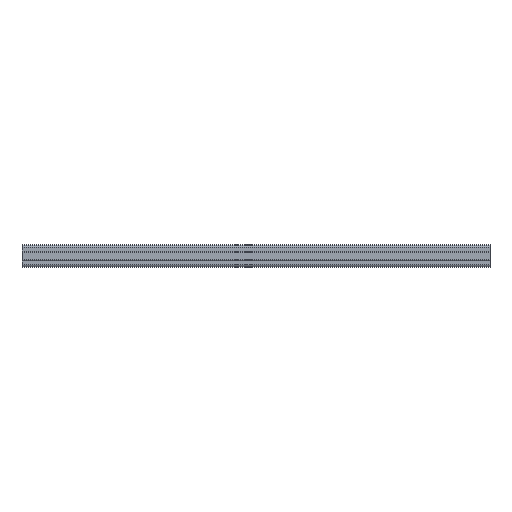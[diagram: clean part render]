
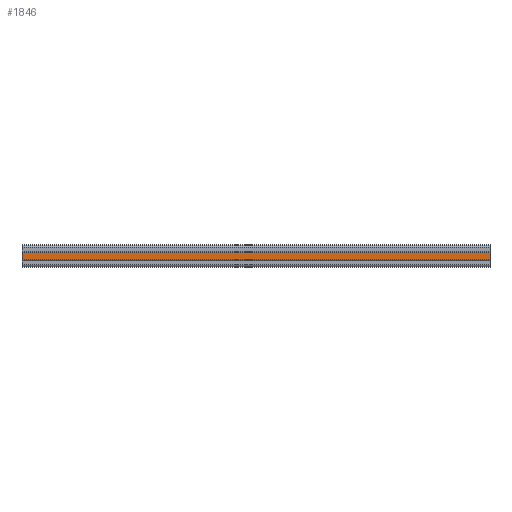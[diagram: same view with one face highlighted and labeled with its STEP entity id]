
A CAD part, top view. The second image highlights one B-rep face of the part: STEP entity #1846.
In plain terms, the highlighted planar face has unit normal (0, 0, 1).
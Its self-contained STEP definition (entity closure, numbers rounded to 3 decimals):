
#1690=AXIS2_PLACEMENT_3D('Plane Axis2P3D',#1687,#1688,#1689) ;
#402=CARTESIAN_POINT('Vertex',(0.,15.727,18.282)) ;
#405=CARTESIAN_POINT('Line Origine',(0.,23.777,18.282)) ;
#409=CARTESIAN_POINT('Vertex',(0.,31.827,18.282)) ;
#683=CARTESIAN_POINT('Vertex',(1000.,31.827,18.282)) ;
#686=CARTESIAN_POINT('Line Origine',(1000.,23.777,18.282)) ;
#690=CARTESIAN_POINT('Vertex',(1000.,15.727,18.282)) ;
#1687=CARTESIAN_POINT('Axis2P3D Location',(1000.,13.727,18.282)) ;
#1823=CARTESIAN_POINT('Line Origine',(1000.,15.727,18.282)) ;
#1835=CARTESIAN_POINT('Line Origine',(500.,31.827,18.282)) ;
#406=DIRECTION('Vector Direction',(0.,-1.,0.)) ;
#687=DIRECTION('Vector Direction',(0.,-1.,0.)) ;
#1688=DIRECTION('Axis2P3D Direction',(0.,0.,-1.)) ;
#1689=DIRECTION('Axis2P3D XDirection',(0.,1.,0.)) ;
#1824=DIRECTION('Vector Direction',(1.,0.,0.)) ;
#1836=DIRECTION('Vector Direction',(-1.,0.,0.)) ;
#407=VECTOR('Line Direction',#406,1.) ;
#688=VECTOR('Line Direction',#687,1.) ;
#1825=VECTOR('Line Direction',#1824,1.) ;
#1837=VECTOR('Line Direction',#1836,1.) ;
#1841=ORIENTED_EDGE('',*,*,#411,.T.) ;
#1842=ORIENTED_EDGE('',*,*,#1827,.F.) ;
#1843=ORIENTED_EDGE('',*,*,#692,.F.) ;
#1844=ORIENTED_EDGE('',*,*,#1839,.T.) ;
#1846=ADVANCED_FACE('V1',(#1845),#1691,.F.) ;
#411=EDGE_CURVE('',#410,#403,#408,.T.) ;
#692=EDGE_CURVE('',#684,#691,#689,.T.) ;
#1827=EDGE_CURVE('',#691,#403,#1826,.F.) ;
#1839=EDGE_CURVE('',#684,#410,#1838,.T.) ;
#1840=EDGE_LOOP('',(#1841,#1842,#1843,#1844)) ;
#1845=FACE_OUTER_BOUND('',#1840,.T.) ;
#408=LINE('Line',#405,#407) ;
#689=LINE('Line',#686,#688) ;
#1826=LINE('Line',#1823,#1825) ;
#1838=LINE('Line',#1835,#1837) ;
#1691=PLANE('',#1690) ;
#403=VERTEX_POINT('',#402) ;
#410=VERTEX_POINT('',#409) ;
#684=VERTEX_POINT('',#683) ;
#691=VERTEX_POINT('',#690) ;
